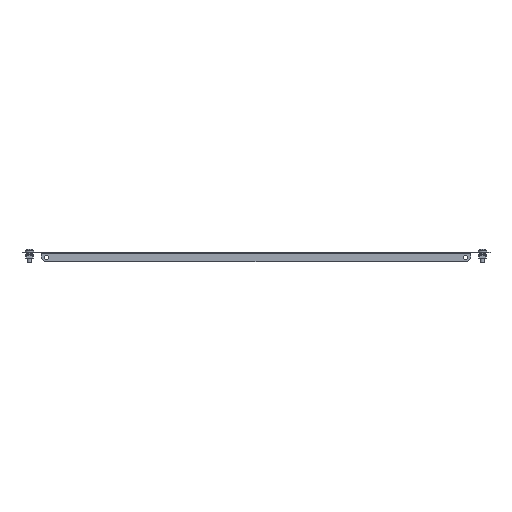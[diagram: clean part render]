
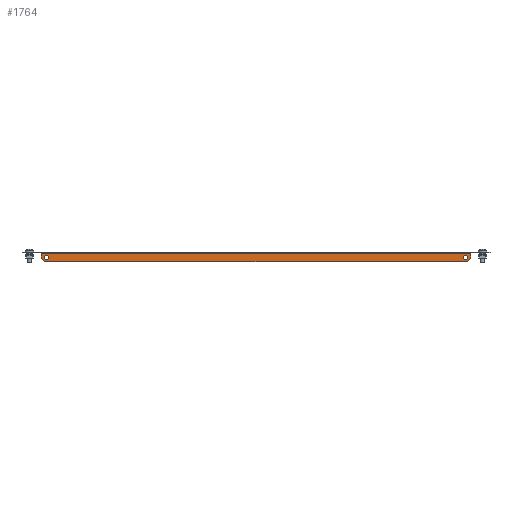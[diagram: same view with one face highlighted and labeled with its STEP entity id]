
A CAD part, front view. The second image highlights one B-rep face of the part: STEP entity #1764.
In plain terms, the highlighted planar face has unit normal (0, -1, 0).
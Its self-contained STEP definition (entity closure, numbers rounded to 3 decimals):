
#127 = ORIENTED_EDGE ( 'NONE', *, *, #5187, .T. ) ;
#156 = AXIS2_PLACEMENT_3D ( 'NONE', #3706, #5749, #4359 ) ;
#419 = EDGE_CURVE ( 'NONE', #8272, #517, #6684, .T. ) ;
#429 = ORIENTED_EDGE ( 'NONE', *, *, #7610, .T. ) ;
#446 = CARTESIAN_POINT ( 'NONE',  ( 307., -249.5, -8. ) ) ;
#481 = CARTESIAN_POINT ( 'NONE',  ( 307., -249.5, -8. ) ) ;
#517 = VERTEX_POINT ( 'NONE', #7412 ) ;
#756 = DIRECTION ( 'NONE',  ( 0., 1., 0. ) ) ;
#946 = CARTESIAN_POINT ( 'NONE',  ( 0., -249.5, -14. ) ) ;
#1180 = DIRECTION ( 'NONE',  ( 0., -1., 0. ) ) ;
#1380 = CARTESIAN_POINT ( 'NONE',  ( -315., -249.5, -2. ) ) ;
#1398 = VECTOR ( 'NONE', #7016, 1000. ) ;
#1764 = ADVANCED_FACE ( 'NONE', ( #3100, #5834, #7012 ), #1836, .T. ) ;
#1836 = PLANE ( 'NONE',  #156 ) ;
#1921 = DIRECTION ( 'NONE',  ( 0., 0., 1. ) ) ;
#2013 = EDGE_CURVE ( 'NONE', #7580, #2993, #2539, .T. ) ;
#2471 = CIRCLE ( 'NONE', #4826, 3.25 ) ;
#2493 = CARTESIAN_POINT ( 'NONE',  ( 315., -249.5, 0. ) ) ;
#2539 = CIRCLE ( 'NONE', #5180, 3.25 ) ;
#2576 = CARTESIAN_POINT ( 'NONE',  ( -307., -249.5, -4.75 ) ) ;
#2919 = ORIENTED_EDGE ( 'NONE', *, *, #3352, .F. ) ;
#2993 = VERTEX_POINT ( 'NONE', #2576 ) ;
#3054 = DIRECTION ( 'NONE',  ( 0., 0., 1. ) ) ;
#3100 = FACE_BOUND ( 'NONE', #4709, .T. ) ;
#3143 = DIRECTION ( 'NONE',  ( 0.707, 0., 0.707 ) ) ;
#3170 = EDGE_LOOP ( 'NONE', ( #6836, #6320, #429, #127, #4102, #3601 ) ) ;
#3299 = EDGE_CURVE ( 'NONE', #7851, #4512, #7618, .T. ) ;
#3352 = EDGE_CURVE ( 'NONE', #517, #8272, #2471, .T. ) ;
#3373 = LINE ( 'NONE', #3504, #7556 ) ;
#3416 = CARTESIAN_POINT ( 'NONE',  ( 315., -249.5, -9. ) ) ;
#3504 = CARTESIAN_POINT ( 'NONE',  ( -315., -249.5, 0. ) ) ;
#3601 = ORIENTED_EDGE ( 'NONE', *, *, #3299, .T. ) ;
#3666 = ORIENTED_EDGE ( 'NONE', *, *, #3821, .T. ) ;
#3706 = CARTESIAN_POINT ( 'NONE',  ( 0., -249.5, 0. ) ) ;
#3821 = EDGE_CURVE ( 'NONE', #2993, #7580, #3867, .T. ) ;
#3829 = DIRECTION ( 'NONE',  ( 0., 0., 1. ) ) ;
#3867 = CIRCLE ( 'NONE', #5675, 3.25 ) ;
#3887 = CARTESIAN_POINT ( 'NONE',  ( 310., -249.5, -14. ) ) ;
#4014 = DIRECTION ( 'NONE',  ( 0., 0., 1. ) ) ;
#4102 = ORIENTED_EDGE ( 'NONE', *, *, #5263, .T. ) ;
#4235 = VERTEX_POINT ( 'NONE', #3887 ) ;
#4359 = DIRECTION ( 'NONE',  ( 0., 0., 1. ) ) ;
#4365 = LINE ( 'NONE', #2493, #1398 ) ;
#4512 = VERTEX_POINT ( 'NONE', #5145 ) ;
#4654 = VECTOR ( 'NONE', #8249, 1000. ) ;
#4693 = DIRECTION ( 'NONE',  ( 0., 1., 0. ) ) ;
#4705 = VERTEX_POINT ( 'NONE', #6653 ) ;
#4709 = EDGE_LOOP ( 'NONE', ( #2919, #7455 ) ) ;
#4724 = CARTESIAN_POINT ( 'NONE',  ( 307., -249.5, -11.25 ) ) ;
#4826 = AXIS2_PLACEMENT_3D ( 'NONE', #446, #8312, #3054 ) ;
#4974 = CARTESIAN_POINT ( 'NONE',  ( 162., -249.5, -162. ) ) ;
#4976 = CARTESIAN_POINT ( 'NONE',  ( -307., -249.5, -11.25 ) ) ;
#5018 = ORIENTED_EDGE ( 'NONE', *, *, #2013, .T. ) ;
#5112 = VECTOR ( 'NONE', #5748, 1000. ) ;
#5145 = CARTESIAN_POINT ( 'NONE',  ( -310., -249.5, -14. ) ) ;
#5180 = AXIS2_PLACEMENT_3D ( 'NONE', #7879, #4693, #1921 ) ;
#5187 = EDGE_CURVE ( 'NONE', #4705, #8316, #6563, .T. ) ;
#5263 = EDGE_CURVE ( 'NONE', #8316, #7851, #3373, .T. ) ;
#5336 = VERTEX_POINT ( 'NONE', #3416 ) ;
#5340 = VECTOR ( 'NONE', #3143, 1000. ) ;
#5675 = AXIS2_PLACEMENT_3D ( 'NONE', #7244, #756, #4014 ) ;
#5748 = DIRECTION ( 'NONE',  ( 0.707, 0., -0.707 ) ) ;
#5749 = DIRECTION ( 'NONE',  ( 0., -1., 0. ) ) ;
#5834 = FACE_BOUND ( 'NONE', #7491, .T. ) ;
#5913 = EDGE_CURVE ( 'NONE', #4235, #5336, #7754, .T. ) ;
#6320 = ORIENTED_EDGE ( 'NONE', *, *, #5913, .T. ) ;
#6521 = DIRECTION ( 'NONE',  ( -1., 0., 0. ) ) ;
#6563 = LINE ( 'NONE', #7174, #7969 ) ;
#6653 = CARTESIAN_POINT ( 'NONE',  ( 315., -249.5, -2. ) ) ;
#6680 = DIRECTION ( 'NONE',  ( 0., 0., -1. ) ) ;
#6684 = CIRCLE ( 'NONE', #7940, 3.25 ) ;
#6836 = ORIENTED_EDGE ( 'NONE', *, *, #8567, .T. ) ;
#6905 = LINE ( 'NONE', #946, #4654 ) ;
#6961 = CARTESIAN_POINT ( 'NONE',  ( -162., -249.5, -162. ) ) ;
#7012 = FACE_OUTER_BOUND ( 'NONE', #3170, .T. ) ;
#7016 = DIRECTION ( 'NONE',  ( 0., 0., 1. ) ) ;
#7174 = CARTESIAN_POINT ( 'NONE',  ( 0., -249.5, -2. ) ) ;
#7244 = CARTESIAN_POINT ( 'NONE',  ( -307., -249.5, -8. ) ) ;
#7412 = CARTESIAN_POINT ( 'NONE',  ( 307., -249.5, -4.75 ) ) ;
#7455 = ORIENTED_EDGE ( 'NONE', *, *, #419, .F. ) ;
#7491 = EDGE_LOOP ( 'NONE', ( #3666, #5018 ) ) ;
#7556 = VECTOR ( 'NONE', #6680, 1000. ) ;
#7580 = VERTEX_POINT ( 'NONE', #4976 ) ;
#7610 = EDGE_CURVE ( 'NONE', #5336, #4705, #4365, .T. ) ;
#7618 = LINE ( 'NONE', #6961, #5112 ) ;
#7754 = LINE ( 'NONE', #4974, #5340 ) ;
#7851 = VERTEX_POINT ( 'NONE', #8216 ) ;
#7879 = CARTESIAN_POINT ( 'NONE',  ( -307., -249.5, -8. ) ) ;
#7940 = AXIS2_PLACEMENT_3D ( 'NONE', #481, #1180, #3829 ) ;
#7969 = VECTOR ( 'NONE', #6521, 1000. ) ;
#8216 = CARTESIAN_POINT ( 'NONE',  ( -315., -249.5, -9. ) ) ;
#8249 = DIRECTION ( 'NONE',  ( 1., 0., 0. ) ) ;
#8272 = VERTEX_POINT ( 'NONE', #4724 ) ;
#8312 = DIRECTION ( 'NONE',  ( 0., -1., 0. ) ) ;
#8316 = VERTEX_POINT ( 'NONE', #1380 ) ;
#8567 = EDGE_CURVE ( 'NONE', #4512, #4235, #6905, .T. ) ;
